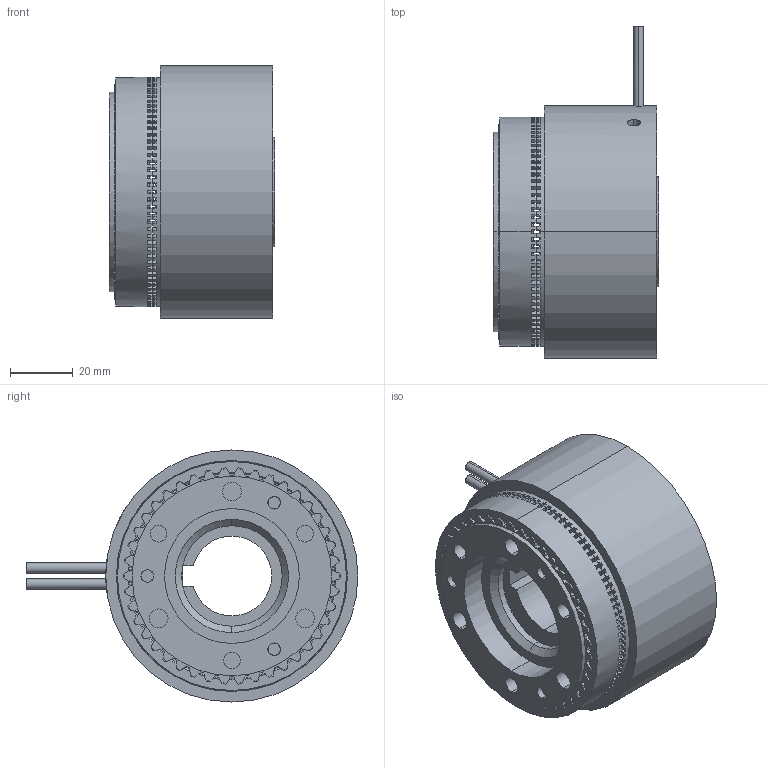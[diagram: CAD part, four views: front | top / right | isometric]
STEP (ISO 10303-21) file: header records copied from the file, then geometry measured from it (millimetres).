
FILE_DESCRIPTION (( 'STEP AP203' ), '1' );
FILE_NAME ('320_SFTC_WebAssy.STEP', '2017-02-21T19:25:48', ( 'Delete' ), ( 'Hewlett-Packard Company' ), 'SwSTEP 2.0', 'SolidWorks 2017', '' );
FILE_SCHEMA (( 'CONFIG_CONTROL_DESIGN' ));
Length unit declared in the file: inch
Products named in the file (1): 320_SFTC_WebAssy
Bounding box: 52.68 x 105.66 x 80.26 mm (x, y, z)
Volume: 187263.1 mm3; surface area: 69766.9 mm2
Topology: 14 solids, 14 shells, 1655 faces, 4698 edges, 3087 vertices
Faces by surface type: cylinder 707, plane 666, cone 248, torus 22, bspline 6, sphere 6
Entity records: 58737 total; most frequent: CARTESIAN_POINT 13879, DIRECTION 10008, ORIENTED_EDGE 9380, EDGE_CURVE 4690, AXIS2_PLACEMENT_3D 3856, VERTEX_POINT 3087, LINE 2296, VECTOR 2296
